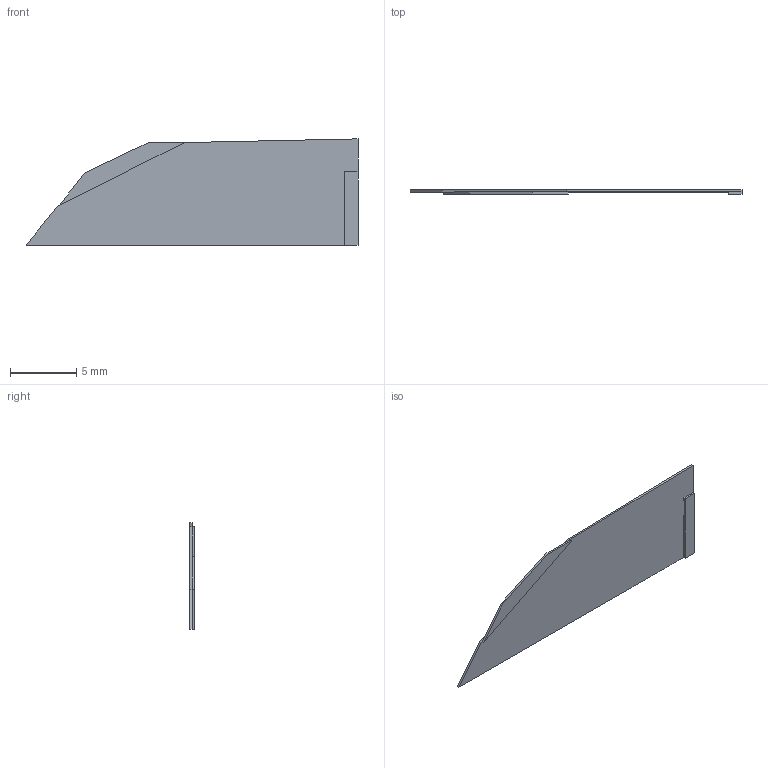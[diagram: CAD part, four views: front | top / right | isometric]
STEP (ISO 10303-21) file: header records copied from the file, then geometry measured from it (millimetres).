
FILE_DESCRIPTION(/* description */ (''),/* implementation_level */ '2;1');
FILE_NAME(/* name */ 'Trisol-x.step',/* time_stamp */ '2023-07-19T12:45:09-04:00',/* author */ (''),/* organization */ (''),/* preprocessor_version */ 'ST-DEVELOPER v19.2',/* originating_system */ 'Autodesk Translation Framework v12.6.0.85',/* authorisation */ '');
FILE_SCHEMA (('AUTOMOTIVE_DESIGN { 1 0 10303 214 3 1 1 }'));
Length unit declared in the file: millimetre
Products named in the file (4): (Unsaved); Component1; Component2; Component3
Assembly tree (3 placements, depth 2):
  (Unsaved)
    Component1
    Component2
    Component3
Bounding box: 25 x 0.32 x 8 mm (x, y, z)
Volume: 26.8 mm3; surface area: 350.1 mm2
Topology: 3 solids, 3 shells, 21 faces, 45 edges, 30 vertices
Faces by surface type: plane 21
Entity records: 699 total; most frequent: CARTESIAN_POINT 104, DIRECTION 103, ORIENTED_EDGE 90, LINE 45, VECTOR 45, EDGE_CURVE 45, VERTEX_POINT 30, AXIS2_PLACEMENT_3D 29
